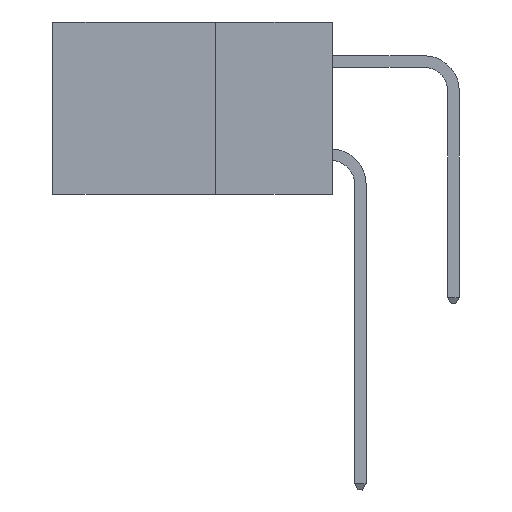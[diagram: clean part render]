
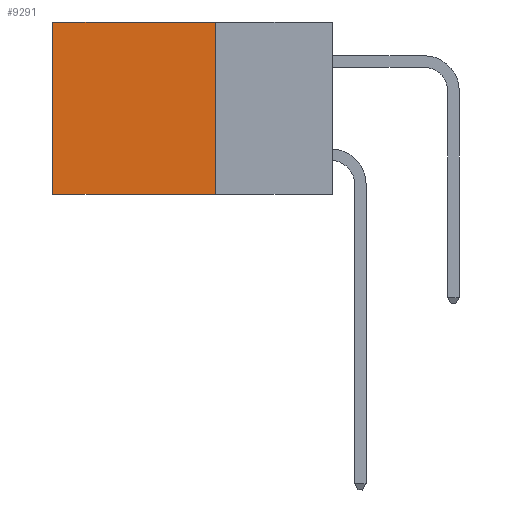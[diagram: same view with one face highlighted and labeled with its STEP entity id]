
A CAD part, left-side view. The second image highlights one B-rep face of the part: STEP entity #9291.
In plain terms, the highlighted planar face has unit normal (-1, 0, 0).
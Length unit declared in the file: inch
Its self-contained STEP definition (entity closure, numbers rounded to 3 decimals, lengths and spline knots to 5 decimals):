
#385 = VECTOR ( 'NONE', #5332, 39.37008 ) ;
#1206 = PLANE ( 'NONE',  #16512 ) ;
#2802 = FACE_OUTER_BOUND ( 'NONE', #6510, .T. ) ;
#3322 = CARTESIAN_POINT ( 'NONE',  ( 0.298, 0.25, -0.37 ) ) ;
#3416 = CARTESIAN_POINT ( 'NONE',  ( 0.298, 0.25, 0. ) ) ;
#4295 = VERTEX_POINT ( 'NONE', #3416 ) ;
#4655 = VERTEX_POINT ( 'NONE', #3322 ) ;
#4765 = DIRECTION ( 'NONE',  ( 0., 1., 0. ) ) ;
#5299 = ORIENTED_EDGE ( 'NONE', *, *, #18517, .T. ) ;
#5332 = DIRECTION ( 'NONE',  ( 0., 1., 0. ) ) ;
#5677 = VERTEX_POINT ( 'NONE', #16082 ) ;
#6510 = EDGE_LOOP ( 'NONE', ( #13499, #17464, #15826, #5299 ) ) ;
#7176 = LINE ( 'NONE', #22725, #16503 ) ;
#9291 = ADVANCED_FACE ( 'NONE', ( #2802 ), #1206, .F. ) ;
#10508 = DIRECTION ( 'NONE',  ( 0., 0., -1. ) ) ;
#10711 = LINE ( 'NONE', #15710, #16892 ) ;
#11302 = VERTEX_POINT ( 'NONE', #18171 ) ;
#13499 = ORIENTED_EDGE ( 'NONE', *, *, #13639, .T. ) ;
#13639 = EDGE_CURVE ( 'NONE', #11302, #5677, #10711, .T. ) ;
#13693 = LINE ( 'NONE', #14249, #14836 ) ;
#14249 = CARTESIAN_POINT ( 'NONE',  ( 0.298, 0.25, 0. ) ) ;
#14836 = VECTOR ( 'NONE', #17707, 39.37008 ) ;
#15095 = EDGE_CURVE ( 'NONE', #4295, #4655, #13693, .T. ) ;
#15705 = DIRECTION ( 'NONE',  ( 0., 0., -1. ) ) ;
#15710 = CARTESIAN_POINT ( 'NONE',  ( 0.298, 0.6, 0. ) ) ;
#15826 = ORIENTED_EDGE ( 'NONE', *, *, #15095, .F. ) ;
#16082 = CARTESIAN_POINT ( 'NONE',  ( 0.298, 0.6, -0.37 ) ) ;
#16503 = VECTOR ( 'NONE', #4765, 39.37008 ) ;
#16512 = AXIS2_PLACEMENT_3D ( 'NONE', #17267, #22879, #15705 ) ;
#16892 = VECTOR ( 'NONE', #10508, 39.37008 ) ;
#17267 = CARTESIAN_POINT ( 'NONE',  ( 0.298, 0.25, 0. ) ) ;
#17464 = ORIENTED_EDGE ( 'NONE', *, *, #20097, .F. ) ;
#17707 = DIRECTION ( 'NONE',  ( 0., 0., -1. ) ) ;
#18171 = CARTESIAN_POINT ( 'NONE',  ( 0.298, 0.6, 0. ) ) ;
#18517 = EDGE_CURVE ( 'NONE', #4295, #11302, #7176, .T. ) ;
#19529 = LINE ( 'NONE', #21641, #385 ) ;
#20097 = EDGE_CURVE ( 'NONE', #4655, #5677, #19529, .T. ) ;
#21641 = CARTESIAN_POINT ( 'NONE',  ( 0.298, 0.25, -0.37 ) ) ;
#22725 = CARTESIAN_POINT ( 'NONE',  ( 0.298, 0.25, 0. ) ) ;
#22879 = DIRECTION ( 'NONE',  ( 1., 0., 0. ) ) ;
